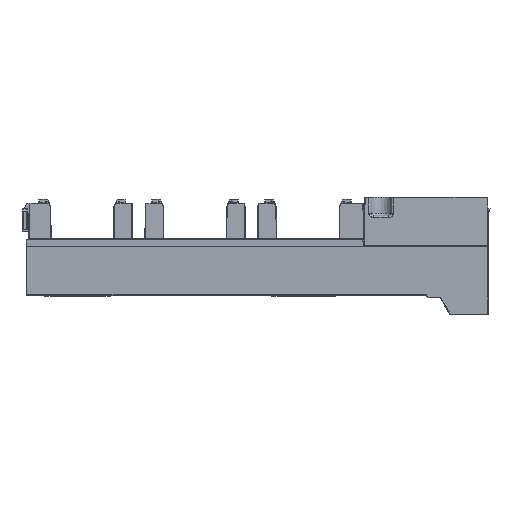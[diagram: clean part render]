
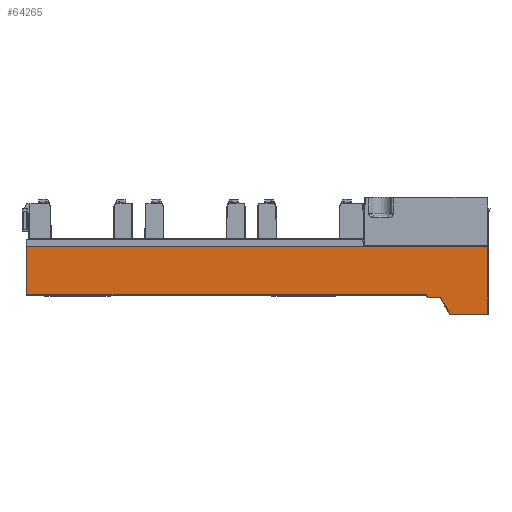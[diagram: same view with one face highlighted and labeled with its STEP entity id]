
A CAD part, front view. The second image highlights one B-rep face of the part: STEP entity #64265.
In plain terms, the highlighted planar face has unit normal (0, -1, -0.004).
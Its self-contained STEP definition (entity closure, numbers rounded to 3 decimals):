
#22133=DIRECTION('',(-1.,0.,0.));
#22134=VECTOR('',#22133,11.131);
#22135=CARTESIAN_POINT('',(217.574,-24.605,
-20.502));
#22136=LINE('',#22135,#22134);
#22147=DIRECTION('',(0.004,0.004,-1.));
#22148=VECTOR('',#22147,42.803);
#22149=CARTESIAN_POINT('',(-149.247,-24.8,24.3));
#22150=LINE('',#22149,#22148);
#22154=DIRECTION('',(0.004,-0.004,1.));
#22155=VECTOR('',#22154,59.803);
#22156=CARTESIAN_POINT('',(259.239,-24.539,
-35.502));
#22157=LINE('',#22156,#22155);
#22161=DIRECTION('',(0.5,0.004,-0.866));
#22162=VECTOR('',#22161,17.321);
#22163=CARTESIAN_POINT('',(217.574,-24.605,
-20.502));
#22164=LINE('',#22163,#22162);
#22168=DIRECTION('',(0.5,0.004,-0.866));
#22169=VECTOR('',#22168,2.309);
#22170=CARTESIAN_POINT('',(205.289,-24.613,
-18.502));
#22171=LINE('',#22170,#22169);
#22182=DIRECTION('',(-1.,0.,0.));
#22183=VECTOR('',#22182,298.938);
#22184=CARTESIAN_POINT('',(149.875,-24.613,
-18.502));
#22185=LINE('',#22184,#22183);
#22189=DIRECTION('',(-1.,0.,0.));
#22190=VECTOR('',#22189,55.414);
#22191=CARTESIAN_POINT('',(205.289,-24.613,
-18.502));
#22192=LINE('',#22191,#22190);
#22412=DIRECTION('',(1.,0.,0.));
#22413=VECTOR('',#22412,408.746);
#22414=CARTESIAN_POINT('',(-149.247,-24.8,24.3));
#22415=LINE('',#22414,#22413);
#22545=DIRECTION('',(-1.,0.,0.));
#22546=VECTOR('',#22545,33.004);
#22547=CARTESIAN_POINT('',(259.239,-24.539,
-35.502));
#22548=LINE('',#22547,#22546);
#38605=CARTESIAN_POINT('',(259.5,-24.8,24.3));
#38606=VERTEX_POINT('',#38605);
#38610=CARTESIAN_POINT('',(-149.247,-24.8,24.3));
#38611=VERTEX_POINT('',#38610);
#38614=CARTESIAN_POINT('',(259.239,-24.539,
-35.502));
#38615=VERTEX_POINT('',#38614);
#38616=CARTESIAN_POINT('',(205.289,-24.613,
-18.502));
#38617=CARTESIAN_POINT('',(149.875,-24.613,
-18.502));
#38618=VERTEX_POINT('',#38616);
#38619=VERTEX_POINT('',#38617);
#38620=CARTESIAN_POINT('',(206.443,-24.605,
-20.502));
#38621=VERTEX_POINT('',#38620);
#38622=CARTESIAN_POINT('',(217.574,-24.605,
-20.502));
#38623=VERTEX_POINT('',#38622);
#38624=CARTESIAN_POINT('',(226.235,-24.539,
-35.502));
#38625=VERTEX_POINT('',#38624);
#38626=CARTESIAN_POINT('',(-149.063,-24.613,
-18.502));
#38627=VERTEX_POINT('',#38626);
#64242=CARTESIAN_POINT('',(149.875,-24.8,24.3));
#64243=DIRECTION('',(0.,1.,0.004));
#64244=DIRECTION('',(1.,0.,0.));
#64245=AXIS2_PLACEMENT_3D('',#64242,#64243,#64244);
#64246=PLANE('',#64245);
#64248=ORIENTED_EDGE('',*,*,#64247,.T.);
#64250=ORIENTED_EDGE('',*,*,#64249,.T.);
#64251=ORIENTED_EDGE('',*,*,#40820,.F.);
#64253=ORIENTED_EDGE('',*,*,#64252,.T.);
#64255=ORIENTED_EDGE('',*,*,#64254,.F.);
#64257=ORIENTED_EDGE('',*,*,#64256,.T.);
#64259=ORIENTED_EDGE('',*,*,#64258,.F.);
#64260=ORIENTED_EDGE('',*,*,#64226,.T.);
#64262=ORIENTED_EDGE('',*,*,#64261,.F.);
#64263=EDGE_LOOP('',(#64248,#64250,#64251,#64253,#64255,#64257,#64259,#64260,
#64262));
#64264=FACE_OUTER_BOUND('',#64263,.F.);
#40820=EDGE_CURVE('',#38611,#38627,#22150,.T.);
#64226=EDGE_CURVE('',#38623,#38621,#22136,.T.);
#64247=EDGE_CURVE('',#38618,#38619,#22192,.T.);
#64249=EDGE_CURVE('',#38619,#38627,#22185,.T.);
#64252=EDGE_CURVE('',#38611,#38606,#22415,.T.);
#64254=EDGE_CURVE('',#38615,#38606,#22157,.T.);
#64256=EDGE_CURVE('',#38615,#38625,#22548,.T.);
#64258=EDGE_CURVE('',#38623,#38625,#22164,.T.);
#64261=EDGE_CURVE('',#38618,#38621,#22171,.T.);
#64265=ADVANCED_FACE('',(#64264),#64246,.F.);
